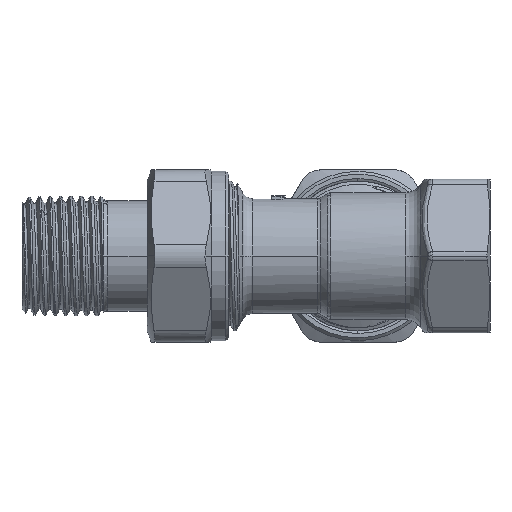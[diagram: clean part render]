
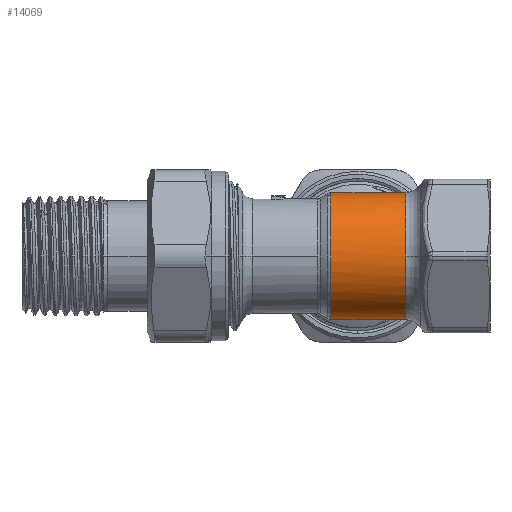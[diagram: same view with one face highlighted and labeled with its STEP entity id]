
A CAD part, front view. The second image highlights one B-rep face of the part: STEP entity #14069.
In plain terms, the highlighted cylindrical face has radius 11 mm (diameter 22 mm), a partial arc.
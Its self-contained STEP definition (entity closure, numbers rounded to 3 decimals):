
#522=CARTESIAN_POINT('',(-4.732,0.,0.));
#523=DIRECTION('',(1.,0.,0.));
#524=DIRECTION('',(0.,0.666,0.746));
#525=AXIS2_PLACEMENT_3D('',#522,#523,#524);
#537=CARTESIAN_POINT('',(8.314,0.,0.));
#538=DIRECTION('',(-1.,0.,0.));
#539=DIRECTION('',(0.,-1.,0.));
#540=AXIS2_PLACEMENT_3D('',#537,#538,#539);
#557=CARTESIAN_POINT('',(8.314,0.,0.));
#558=DIRECTION('',(1.,0.,0.));
#559=DIRECTION('',(0.,-1.,0.));
#560=AXIS2_PLACEMENT_3D('',#557,#558,#559);
#7225=CARTESIAN_POINT('',(-4.732,7.322,8.209));
#7226=CARTESIAN_POINT('',(-4.327,7.122,8.388));
#7227=CARTESIAN_POINT('',(-3.54,6.766,8.679));
#7228=CARTESIAN_POINT('',(-2.442,6.381,8.963));
#7229=CARTESIAN_POINT('',(-1.439,6.142,9.126));
#7230=CARTESIAN_POINT('',(-0.522,6.031,
9.199));
#7231=CARTESIAN_POINT('',(0.363,6.028,9.202));
#7232=CARTESIAN_POINT('',(1.258,6.13,9.134));
#7233=CARTESIAN_POINT('',(2.207,6.351,8.984));
#7234=CARTESIAN_POINT('',(3.243,6.714,8.719));
#7235=CARTESIAN_POINT('',(4.355,7.225,8.307));
#7236=CARTESIAN_POINT('',(5.534,7.881,7.695));
#7237=CARTESIAN_POINT('',(6.631,8.574,6.919));
#7238=CARTESIAN_POINT('',(7.573,9.217,6.037));
#7239=CARTESIAN_POINT('',(8.084,9.581,5.416));
#7240=CARTESIAN_POINT('',(8.314,9.748,5.098));
#7326=CARTESIAN_POINT('',(-4.732,7.322,
-8.209));
#7327=CARTESIAN_POINT('',(-4.327,7.122,
-8.388));
#7328=CARTESIAN_POINT('',(-3.54,6.766,
-8.679));
#7329=CARTESIAN_POINT('',(-2.442,6.381,
-8.963));
#7330=CARTESIAN_POINT('',(-1.439,6.142,
-9.126));
#7331=CARTESIAN_POINT('',(-0.522,6.031,
-9.199));
#7332=CARTESIAN_POINT('',(0.363,6.028,
-9.202));
#7333=CARTESIAN_POINT('',(1.258,6.13,-9.134));
#7334=CARTESIAN_POINT('',(2.207,6.351,-8.984));
#7335=CARTESIAN_POINT('',(3.243,6.714,-8.719));
#7336=CARTESIAN_POINT('',(4.355,7.225,-8.307));
#7337=CARTESIAN_POINT('',(5.534,7.881,-7.695));
#7338=CARTESIAN_POINT('',(6.631,8.574,-6.919));
#7339=CARTESIAN_POINT('',(7.573,9.217,-6.037));
#7340=CARTESIAN_POINT('',(8.084,9.581,-5.416));
#7341=CARTESIAN_POINT('',(8.314,9.748,-5.098));
#12507=VERTEX_POINT('',#7225);
#12508=VERTEX_POINT('',#7240);
#12526=VERTEX_POINT('',#7326);
#12527=VERTEX_POINT('',#7341);
#12561=CARTESIAN_POINT('',(8.314,-11.,0.));
#12562=VERTEX_POINT('',#12561);
#14053=CARTESIAN_POINT('',(27.683,0.,0.));
#14054=DIRECTION('',(-1.,0.,0.));
#14055=DIRECTION('',(0.,1.,0.));
#14056=AXIS2_PLACEMENT_3D('',#14053,#14054,#14055);
#14057=CYLINDRICAL_SURFACE('',#14056,11.);
#14059=ORIENTED_EDGE('',*,*,#14058,.F.);
#14061=ORIENTED_EDGE('',*,*,#14060,.T.);
#14063=ORIENTED_EDGE('',*,*,#14062,.F.);
#14064=ORIENTED_EDGE('',*,*,#14043,.F.);
#14066=ORIENTED_EDGE('',*,*,#14065,.T.);
#14067=EDGE_LOOP('',(#14059,#14061,#14063,#14064,#14066));
#14068=FACE_OUTER_BOUND('',#14067,.F.);
#14069=ADVANCED_FACE('',(#14068),#14057,.T.);
#526=CIRCLE('',#525,11.);
#541=CIRCLE('',#540,11.);
#561=CIRCLE('',#560,11.);
#7241=B_SPLINE_CURVE_WITH_KNOTS('',3,(#7225,#7226,#7227,#7228,#7229,#7230,#7231,
#7232,#7233,#7234,#7235,#7236,#7237,#7238,#7239,#7240),.UNSPECIFIED.,.F.,.F.,(4,
1,1,1,1,1,1,1,1,1,1,1,1,4),(0.,0.077,0.154,
0.231,0.308,0.385,0.462,
0.538,0.615,0.692,0.769,
0.846,0.923,1.),.UNSPECIFIED.);
#7342=B_SPLINE_CURVE_WITH_KNOTS('',3,(#7326,#7327,#7328,#7329,#7330,#7331,#7332,
#7333,#7334,#7335,#7336,#7337,#7338,#7339,#7340,#7341),.UNSPECIFIED.,.F.,.F.,(4,
1,1,1,1,1,1,1,1,1,1,1,1,4),(0.,0.077,0.154,
0.231,0.308,0.385,0.462,
0.538,0.615,0.692,0.769,
0.846,0.923,1.),.UNSPECIFIED.);
#14043=EDGE_CURVE('',#12507,#12526,#526,.T.);
#14058=EDGE_CURVE('',#12562,#12508,#541,.T.);
#14060=EDGE_CURVE('',#12562,#12527,#561,.T.);
#14062=EDGE_CURVE('',#12526,#12527,#7342,.T.);
#14065=EDGE_CURVE('',#12507,#12508,#7241,.T.);
